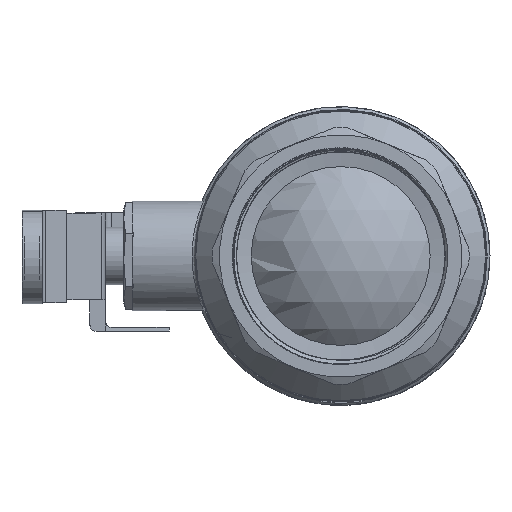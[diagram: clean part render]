
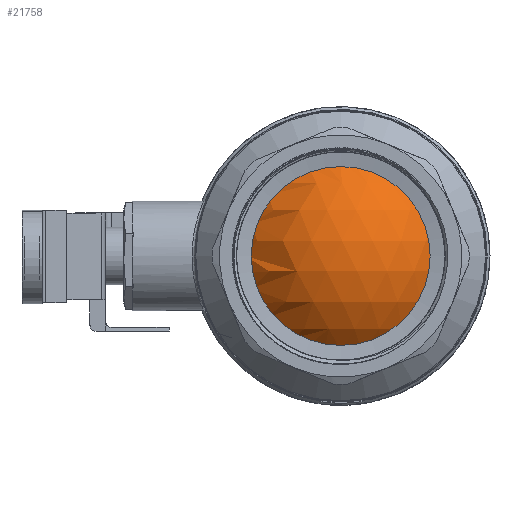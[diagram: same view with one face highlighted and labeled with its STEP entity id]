
A CAD part, left-side view. The second image highlights one B-rep face of the part: STEP entity #21758.
In plain terms, the highlighted spherical face has radius 44.5 mm.
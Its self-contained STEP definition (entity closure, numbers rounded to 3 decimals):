
#59=SPHERICAL_SURFACE('',#23180,44.5);
#1253=FACE_BOUND('',#3653,.T.);
#1254=FACE_BOUND('',#3654,.T.);
#1255=FACE_BOUND('',#3655,.T.);
#2415=FACE_OUTER_BOUND('',#3652,.T.);
#3652=EDGE_LOOP('',(#18684,#18685,#18686,#18687,#18688,#18689,#18690));
#3653=EDGE_LOOP('',(#18691));
#3654=EDGE_LOOP('',(#18692,#18693,#18694,#18695));
#3655=EDGE_LOOP('',(#18696));
#4640=B_SPLINE_CURVE_WITH_KNOTS('',3,(#49975,#49976,#49977,#49978,#49979,
#49980,#49981,#49982,#49983,#49984),.UNSPECIFIED.,.F.,.F.,(4,2,2,2,4),(6.615,
6.705,7.399,8.094,8.184),
 .UNSPECIFIED.);
#4641=B_SPLINE_CURVE_WITH_KNOTS('',3,(#49987,#49988,#49989,#49990,#49991,
#49992,#49993,#49994,#49995,#49996,#49997),.UNSPECIFIED.,.F.,.F.,(4,2,3,
2,4),(14.015,14.104,14.799,15.494,
15.583),.UNSPECIFIED.);
#5059=CIRCLE('',#23179,15.5);
#5060=CIRCLE('',#23181,33.);
#5061=CIRCLE('',#23182,44.5);
#5062=CIRCLE('',#23183,33.);
#5063=CIRCLE('',#23184,44.5);
#5064=CIRCLE('',#23185,33.);
#5065=CIRCLE('',#23186,43.775);
#5066=CIRCLE('',#23187,43.775);
#5067=CIRCLE('',#23188,33.);
#10102=VERTEX_POINT('',#49957);
#10103=VERTEX_POINT('',#49961);
#10104=VERTEX_POINT('',#49962);
#10105=VERTEX_POINT('',#49964);
#10106=VERTEX_POINT('',#49966);
#10107=VERTEX_POINT('',#49968);
#10108=VERTEX_POINT('',#49971);
#10109=VERTEX_POINT('',#49972);
#10110=VERTEX_POINT('',#49974);
#10111=VERTEX_POINT('',#49985);
#10112=VERTEX_POINT('',#49998);
#13010=EDGE_CURVE('',#10102,#10102,#5059,.T.);
#13011=EDGE_CURVE('',#10103,#10104,#5060,.F.);
#13012=EDGE_CURVE('',#10104,#10105,#5061,.T.);
#13013=EDGE_CURVE('',#10104,#10106,#5062,.F.);
#13014=EDGE_CURVE('',#10107,#10106,#5063,.T.);
#13015=EDGE_CURVE('',#10106,#10103,#5064,.F.);
#13016=EDGE_CURVE('',#10108,#10109,#5065,.F.);
#13017=EDGE_CURVE('',#10110,#10108,#4640,.F.);
#13018=EDGE_CURVE('',#10111,#10110,#5066,.T.);
#13019=EDGE_CURVE('',#10109,#10111,#4641,.F.);
#13020=EDGE_CURVE('',#10112,#10112,#5067,.T.);
#18684=ORIENTED_EDGE('',*,*,#13011,.T.);
#18685=ORIENTED_EDGE('',*,*,#13012,.T.);
#18686=ORIENTED_EDGE('',*,*,#13012,.F.);
#18687=ORIENTED_EDGE('',*,*,#13013,.T.);
#18688=ORIENTED_EDGE('',*,*,#13014,.F.);
#18689=ORIENTED_EDGE('',*,*,#13014,.T.);
#18690=ORIENTED_EDGE('',*,*,#13015,.T.);
#18691=ORIENTED_EDGE('',*,*,#13010,.T.);
#18692=ORIENTED_EDGE('',*,*,#13016,.F.);
#18693=ORIENTED_EDGE('',*,*,#13017,.F.);
#18694=ORIENTED_EDGE('',*,*,#13018,.F.);
#18695=ORIENTED_EDGE('',*,*,#13019,.F.);
#18696=ORIENTED_EDGE('',*,*,#13020,.F.);
#21758=ADVANCED_FACE('',(#2415,#1253,#1254,#1255),#59,.F.);
#23179=AXIS2_PLACEMENT_3D('',#49959,#26910,#26911);
#23180=AXIS2_PLACEMENT_3D('',#49960,#26912,#26913);
#23181=AXIS2_PLACEMENT_3D('',#49963,#26914,#26915);
#23182=AXIS2_PLACEMENT_3D('',#49965,#26916,#26917);
#23183=AXIS2_PLACEMENT_3D('',#49967,#26918,#26919);
#23184=AXIS2_PLACEMENT_3D('',#49969,#26920,#26921);
#23185=AXIS2_PLACEMENT_3D('',#49970,#26922,#26923);
#23186=AXIS2_PLACEMENT_3D('',#49973,#26924,#26925);
#23187=AXIS2_PLACEMENT_3D('',#49986,#26926,#26927);
#23188=AXIS2_PLACEMENT_3D('',#49999,#26928,#26929);
#26910=DIRECTION('center_axis',(0.,-1.,0.));
#26911=DIRECTION('ref_axis',(1.,0.,0.));
#26912=DIRECTION('center_axis',(0.,0.,1.));
#26913=DIRECTION('ref_axis',(1.,0.,0.));
#26914=DIRECTION('center_axis',(1.,0.,0.));
#26915=DIRECTION('ref_axis',(0.,1.,0.));
#26916=DIRECTION('center_axis',(0.,1.,0.));
#26917=DIRECTION('ref_axis',(-1.,0.,0.));
#26918=DIRECTION('center_axis',(1.,0.,0.));
#26919=DIRECTION('ref_axis',(0.,1.,0.));
#26920=DIRECTION('center_axis',(0.,1.,0.));
#26921=DIRECTION('ref_axis',(-1.,0.,0.));
#26922=DIRECTION('center_axis',(1.,0.,0.));
#26923=DIRECTION('ref_axis',(0.,1.,0.));
#26924=DIRECTION('center_axis',(1.,0.,0.));
#26925=DIRECTION('ref_axis',(0.,0.,1.));
#26926=DIRECTION('center_axis',(1.,0.,0.));
#26927=DIRECTION('ref_axis',(0.,0.,1.));
#26928=DIRECTION('center_axis',(-1.,0.,0.));
#26929=DIRECTION('ref_axis',(0.,1.,0.));
#49957=CARTESIAN_POINT('',(-15.5,-41.713,0.));
#49959=CARTESIAN_POINT('Origin',(0.,-41.713,0.));
#49960=CARTESIAN_POINT('Origin',(0.,0.,0.));
#49961=CARTESIAN_POINT('',(-29.854,-33.,0.));
#49962=CARTESIAN_POINT('',(-29.854,0.,33.));
#49963=CARTESIAN_POINT('Origin',(-29.854,0.,0.));
#49964=CARTESIAN_POINT('',(0.,0.,
44.5));
#49965=CARTESIAN_POINT('Origin',(0.,0.,0.));
#49966=CARTESIAN_POINT('',(-29.854,0.,-33.));
#49967=CARTESIAN_POINT('Origin',(-29.854,0.,0.));
#49968=CARTESIAN_POINT('',(0.,0.,
-44.5));
#49969=CARTESIAN_POINT('Origin',(0.,0.,0.));
#49970=CARTESIAN_POINT('Origin',(-29.854,0.,0.));
#49971=CARTESIAN_POINT('',(-8.,39.903,18.));
#49972=CARTESIAN_POINT('',(-8.,39.903,-18.));
#49973=CARTESIAN_POINT('Origin',(-8.,0.,0.));
#49974=CARTESIAN_POINT('',(8.,39.903,18.));
#49975=CARTESIAN_POINT('Ctrl Pts',(-8.,39.903,18.));
#49976=CARTESIAN_POINT('Ctrl Pts',(-7.695,39.94,18.055));
#49977=CARTESIAN_POINT('Ctrl Pts',(-7.389,39.974,18.105));
#49978=CARTESIAN_POINT('Ctrl Pts',(-4.711,40.26,18.52));
#49979=CARTESIAN_POINT('Ctrl Pts',(-2.315,40.385,18.69));
#49980=CARTESIAN_POINT('Ctrl Pts',(2.315,40.385,18.69));
#49981=CARTESIAN_POINT('Ctrl Pts',(4.711,40.26,18.52));
#49982=CARTESIAN_POINT('Ctrl Pts',(7.389,39.974,18.105));
#49983=CARTESIAN_POINT('Ctrl Pts',(7.695,39.94,18.055));
#49984=CARTESIAN_POINT('Ctrl Pts',(8.,39.903,18.));
#49985=CARTESIAN_POINT('',(8.,39.903,-18.));
#49986=CARTESIAN_POINT('Origin',(8.,0.,0.));
#49987=CARTESIAN_POINT('Ctrl Pts',(8.,39.903,-18.));
#49988=CARTESIAN_POINT('Ctrl Pts',(7.695,39.94,-18.055));
#49989=CARTESIAN_POINT('Ctrl Pts',(7.389,39.974,-18.105));
#49990=CARTESIAN_POINT('Ctrl Pts',(4.711,40.26,-18.52));
#49991=CARTESIAN_POINT('Ctrl Pts',(2.315,40.385,-18.69));
#49992=CARTESIAN_POINT('Ctrl Pts',(0.,40.385,-18.69));
#49993=CARTESIAN_POINT('Ctrl Pts',(-2.315,40.385,-18.69));
#49994=CARTESIAN_POINT('Ctrl Pts',(-4.711,40.26,-18.52));
#49995=CARTESIAN_POINT('Ctrl Pts',(-7.389,39.974,-18.105));
#49996=CARTESIAN_POINT('Ctrl Pts',(-7.695,39.94,-18.055));
#49997=CARTESIAN_POINT('Ctrl Pts',(-8.,39.903,-18.));
#49998=CARTESIAN_POINT('',(29.854,-33.,0.));
#49999=CARTESIAN_POINT('Origin',(29.854,0.,0.));
